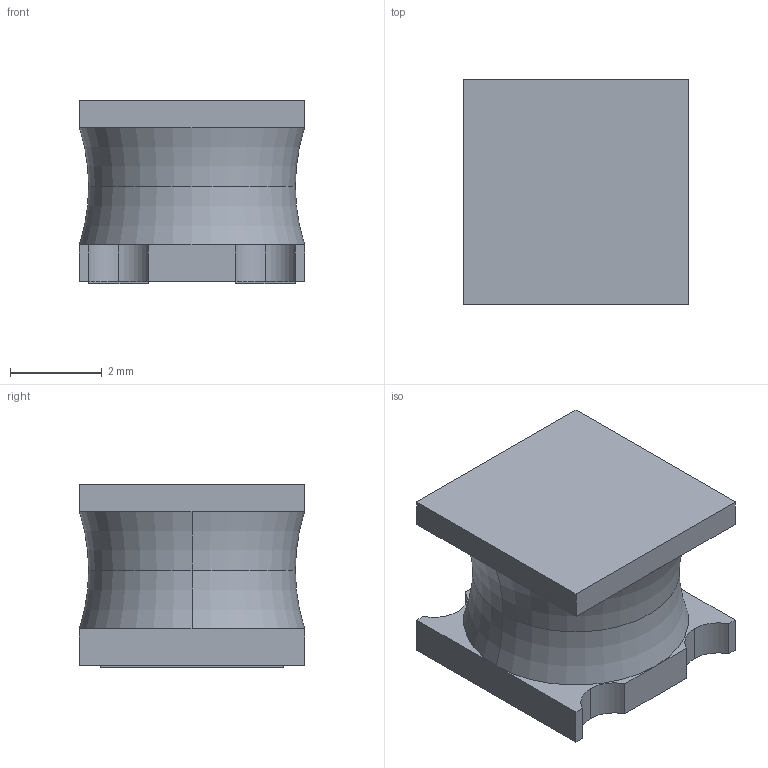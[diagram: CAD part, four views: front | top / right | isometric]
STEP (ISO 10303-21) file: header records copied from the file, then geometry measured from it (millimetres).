
FILE_DESCRIPTION (( 'STEP AP214' ), '1' );
FILE_NAME ('IND-SMD_L7.1-W6.6_MPCA-0630.STEP', '2023-12-04T10:21:50', ( '' ), ( '' ), 'SwSTEP 2.0', 'SolidWorks 2020', '' );
FILE_SCHEMA (( 'AUTOMOTIVE_DESIGN' ));
Length unit declared in the file: millimetre
Products named in the file (1): IND-SMD_L7.1-W6.6_MPCA-0630
Bounding box: 4.9 x 4.9 x 4 mm (x, y, z)
Volume: 75.9 mm3; surface area: 122.6 mm2
Topology: 1 solids, 1 shells, 266 faces, 715 edges, 472 vertices
Faces by surface type: plane 158, bspline 98, cylinder 6, torus 4
Entity records: 11725 total; most frequent: CARTESIAN_POINT 2760, ORIENTED_EDGE 1430, DIRECTION 879, EDGE_CURVE 715, LINE 489, VECTOR 489, VERTEX_POINT 472, EDGE_LOOP 287
